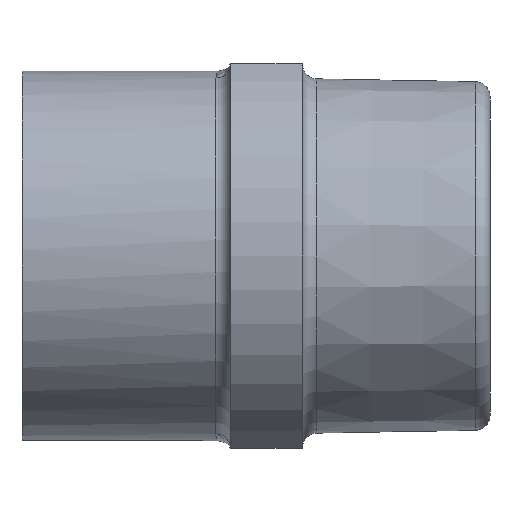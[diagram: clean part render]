
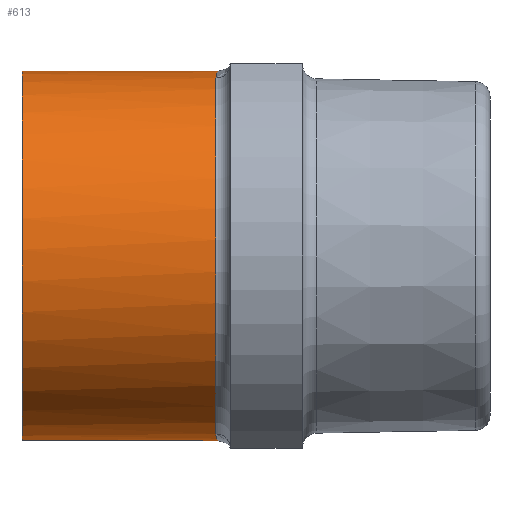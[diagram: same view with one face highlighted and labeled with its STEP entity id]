
A CAD part, left-side view. The second image highlights one B-rep face of the part: STEP entity #613.
In plain terms, the highlighted cylindrical face has radius 31.496 mm (diameter 62.992 mm), a full revolution.
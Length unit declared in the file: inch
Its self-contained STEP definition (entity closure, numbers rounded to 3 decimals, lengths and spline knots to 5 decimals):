
#8 = CARTESIAN_POINT ( 'NONE',  ( -0.14057, 0.57099, -1.23233 ) ) ;
#12 = CARTESIAN_POINT ( 'NONE',  ( 0.11403, 0.5695, -1.23507 ) ) ;
#13 = CIRCLE ( 'NONE', #290, 1.24 ) ;
#79 = VERTEX_POINT ( 'NONE', #102 ) ;
#93 = DIRECTION ( 'NONE',  ( 0., 0., 1. ) ) ;
#102 = CARTESIAN_POINT ( 'NONE',  ( -0.33557, 0.58, -1.19373 ) ) ;
#104 = DIRECTION ( 'NONE',  ( 0., 1., 0. ) ) ;
#106 = CARTESIAN_POINT ( 'NONE',  ( 0., 1.88, 0. ) ) ;
#121 = DIRECTION ( 'NONE',  ( 0., 0., 1. ) ) ;
#122 = CARTESIAN_POINT ( 'NONE',  ( 0.30814, 0.58, -1.20144 ) ) ;
#124 = AXIS2_PLACEMENT_3D ( 'NONE', #162, #372, #348 ) ;
#143 = EDGE_CURVE ( 'NONE', #181, #181, #188, .T. ) ;
#162 = CARTESIAN_POINT ( 'NONE',  ( 0., 1.88, 0. ) ) ;
#174 = CARTESIAN_POINT ( 'NONE',  ( 0.28063, 0.57898, -1.20816 ) ) ;
#176 = CARTESIAN_POINT ( 'NONE',  ( -0.33557, 0.58, 1.19373 ) ) ;
#181 = VERTEX_POINT ( 'NONE', #532 ) ;
#188 = CIRCLE ( 'NONE', #616, 1.24 ) ;
#238 = EDGE_LOOP ( 'NONE', ( #579, #375, #698, #582 ) ) ;
#241 = VERTEX_POINT ( 'NONE', #253 ) ;
#252 = CARTESIAN_POINT ( 'NONE',  ( 0.28068, 0.58, 1.20916 ) ) ;
#253 = CARTESIAN_POINT ( 'NONE',  ( 0.33557, 0.58, 1.19373 ) ) ;
#254 = CARTESIAN_POINT ( 'NONE',  ( 0.22485, 0.57606, 1.22076 ) ) ;
#272 = CARTESIAN_POINT ( 'NONE',  ( 0.05785, 0.56727, -1.23897 ) ) ;
#290 = AXIS2_PLACEMENT_3D ( 'NONE', #623, #625, #610 ) ;
#291 = EDGE_CURVE ( 'NONE', #241, #547, #326, .T. ) ;
#292 = CARTESIAN_POINT ( 'NONE',  ( -0.28068, 0.58, -1.20916 ) ) ;
#294 = FACE_OUTER_BOUND ( 'NONE', #238, .T. ) ;
#297 = EDGE_LOOP ( 'NONE', ( #306 ) ) ;
#306 = ORIENTED_EDGE ( 'NONE', *, *, #143, .F. ) ;
#307 = EDGE_CURVE ( 'NONE', #547, #79, #732, .T. ) ;
#315 = VERTEX_POINT ( 'NONE', #176 ) ;
#326 = CIRCLE ( 'NONE', #509, 1.24 ) ;
#348 = DIRECTION ( 'NONE',  ( 0., 0., -1. ) ) ;
#367 = CARTESIAN_POINT ( 'NONE',  ( 0.02963, 0.56662, -1.23997 ) ) ;
#370 = CARTESIAN_POINT ( 'NONE',  ( -0.33557, 0.58, -1.19373 ) ) ;
#372 = DIRECTION ( 'NONE',  ( 0., -1., 0. ) ) ;
#375 = ORIENTED_EDGE ( 'NONE', *, *, #392, .T. ) ;
#392 = EDGE_CURVE ( 'NONE', #315, #241, #395, .T. ) ;
#395 = B_SPLINE_CURVE_WITH_KNOTS ( 'NONE', 3,
 ( #400, #404, #663, #421, #422, #417, #419, #410, #411, #437, #438, #442, #445, #254, #252, #716 ),
 .UNSPECIFIED., .F., .F.,
 ( 4, 2, 2, 2, 2, 2, 2, 4 ),
 ( 0., 0.00214, 0.00429, 0.00643, 0.00858, 0.01072, 0.01287, 0.01716 ),
 .UNSPECIFIED. ) ;
#400 = CARTESIAN_POINT ( 'NONE',  ( -0.33557, 0.58, 1.19373 ) ) ;
#404 = CARTESIAN_POINT ( 'NONE',  ( -0.30814, 0.58, 1.20144 ) ) ;
#410 = CARTESIAN_POINT ( 'NONE',  ( -0.05785, 0.56727, 1.23897 ) ) ;
#411 = CARTESIAN_POINT ( 'NONE',  ( -0.02963, 0.56662, 1.23997 ) ) ;
#413 = CARTESIAN_POINT ( 'NONE',  ( -0.05566, 0.5672, -1.23908 ) ) ;
#417 = CARTESIAN_POINT ( 'NONE',  ( -0.14199, 0.57108, 1.23216 ) ) ;
#419 = CARTESIAN_POINT ( 'NONE',  ( -0.11403, 0.5695, 1.23507 ) ) ;
#420 = CARTESIAN_POINT ( 'NONE',  ( -0.11235, 0.56941, -1.23523 ) ) ;
#421 = CARTESIAN_POINT ( 'NONE',  ( -0.22539, 0.5762, 1.21967 ) ) ;
#422 = CARTESIAN_POINT ( 'NONE',  ( -0.19767, 0.57443, 1.22447 ) ) ;
#437 = CARTESIAN_POINT ( 'NONE',  ( 0.02709, 0.56658, 1.24003 ) ) ;
#438 = CARTESIAN_POINT ( 'NONE',  ( 0.05566, 0.5672, 1.23908 ) ) ;
#439 = CARTESIAN_POINT ( 'NONE',  ( 0.14199, 0.57108, -1.23216 ) ) ;
#442 = CARTESIAN_POINT ( 'NONE',  ( 0.11235, 0.56941, 1.23523 ) ) ;
#445 = CARTESIAN_POINT ( 'NONE',  ( 0.14057, 0.57099, 1.23233 ) ) ;
#487 = CARTESIAN_POINT ( 'NONE',  ( -0.22485, 0.57606, -1.22076 ) ) ;
#489 = CARTESIAN_POINT ( 'NONE',  ( -0.02709, 0.56658, -1.24003 ) ) ;
#496 = EDGE_CURVE ( 'NONE', #79, #315, #13, .T. ) ;
#508 = CARTESIAN_POINT ( 'NONE',  ( 0.33557, 0.58, -1.19373 ) ) ;
#509 = AXIS2_PLACEMENT_3D ( 'NONE', #535, #534, #121 ) ;
#513 = CARTESIAN_POINT ( 'NONE',  ( 0.33557, 0.58, -1.19373 ) ) ;
#532 = CARTESIAN_POINT ( 'NONE',  ( 0., 1.88, 1.24 ) ) ;
#534 = DIRECTION ( 'NONE',  ( 0., 1., 0. ) ) ;
#535 = CARTESIAN_POINT ( 'NONE',  ( 0., 0.58, 0. ) ) ;
#541 = FACE_OUTER_BOUND ( 'NONE', #297, .T. ) ;
#547 = VERTEX_POINT ( 'NONE', #508 ) ;
#579 = ORIENTED_EDGE ( 'NONE', *, *, #496, .T. ) ;
#582 = ORIENTED_EDGE ( 'NONE', *, *, #307, .T. ) ;
#585 = CARTESIAN_POINT ( 'NONE',  ( 0.19767, 0.57443, -1.22447 ) ) ;
#610 = DIRECTION ( 'NONE',  ( 0., 0., 1. ) ) ;
#613 = ADVANCED_FACE ( 'NONE', ( #294, #541 ), #647, .T. ) ;
#616 = AXIS2_PLACEMENT_3D ( 'NONE', #106, #104, #93 ) ;
#623 = CARTESIAN_POINT ( 'NONE',  ( 0., 0.58, 0. ) ) ;
#625 = DIRECTION ( 'NONE',  ( 0., 1., 0. ) ) ;
#647 = CYLINDRICAL_SURFACE ( 'NONE', #124, 1.24 ) ;
#661 = CARTESIAN_POINT ( 'NONE',  ( 0.22539, 0.5762, -1.21967 ) ) ;
#663 = CARTESIAN_POINT ( 'NONE',  ( -0.28063, 0.57898, 1.20816 ) ) ;
#698 = ORIENTED_EDGE ( 'NONE', *, *, #291, .T. ) ;
#716 = CARTESIAN_POINT ( 'NONE',  ( 0.33557, 0.58, 1.19373 ) ) ;
#732 = B_SPLINE_CURVE_WITH_KNOTS ( 'NONE', 3,
 ( #513, #122, #174, #661, #585, #439, #12, #272, #367, #489, #413, #420, #8, #487, #292, #370 ),
 .UNSPECIFIED., .F., .F.,
 ( 4, 2, 2, 2, 2, 2, 2, 4 ),
 ( 0., 0.00214, 0.00429, 0.00643, 0.00858, 0.01072, 0.01287, 0.01716 ),
 .UNSPECIFIED. ) ;
